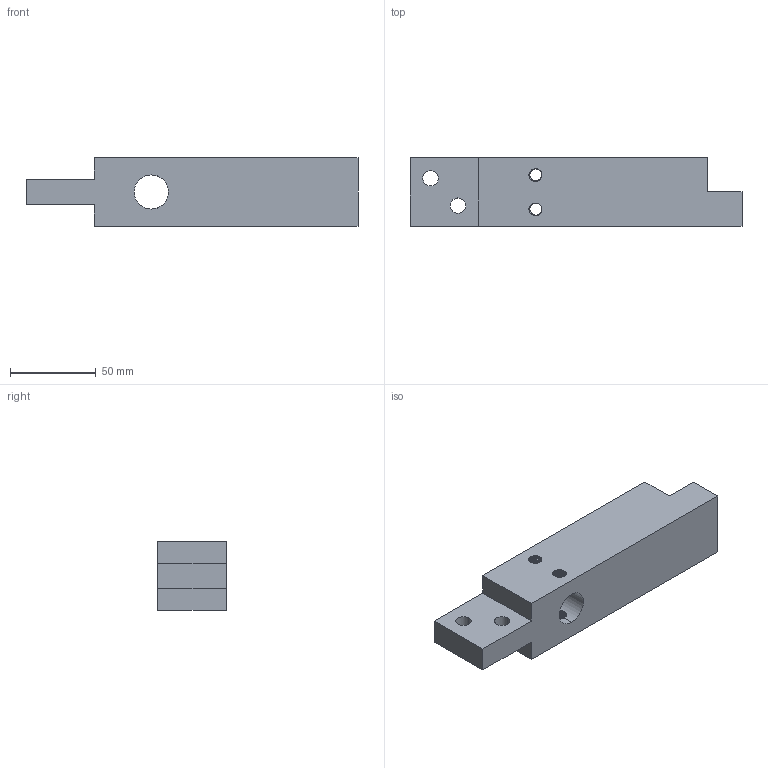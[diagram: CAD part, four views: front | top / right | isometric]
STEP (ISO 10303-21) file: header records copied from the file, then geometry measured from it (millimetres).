
FILE_DESCRIPTION (( 'STEP AP214' ), '1' );
FILE_NAME ('fut arriere.STEP', '2020-04-22T11:38:21', ( '' ), ( '' ), 'SwSTEP 2.0', 'SolidWorks 2019', '' );
FILE_SCHEMA (( 'AUTOMOTIVE_DESIGN' ));
Length unit declared in the file: millimetre
Products named in the file (1): fut arriere
Bounding box: 193.89 x 40 x 40 mm (x, y, z)
Volume: 237409.4 mm3; surface area: 35596.4 mm2
Topology: 1 solids, 1 shells, 170 faces, 501 edges, 328 vertices
Faces by surface type: cylinder 125, bspline 28, plane 15, cone 2
Entity records: 38697 total; most frequent: CARTESIAN_POINT 35078, ORIENTED_EDGE 998, EDGE_CURVE 499, DIRECTION 494, VERTEX_POINT 328, EDGE_LOOP 181, FACE_OUTER_BOUND 170, ADVANCED_FACE 170
